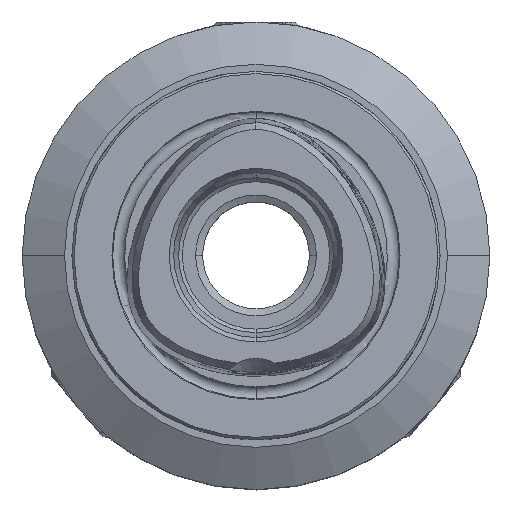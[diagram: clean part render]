
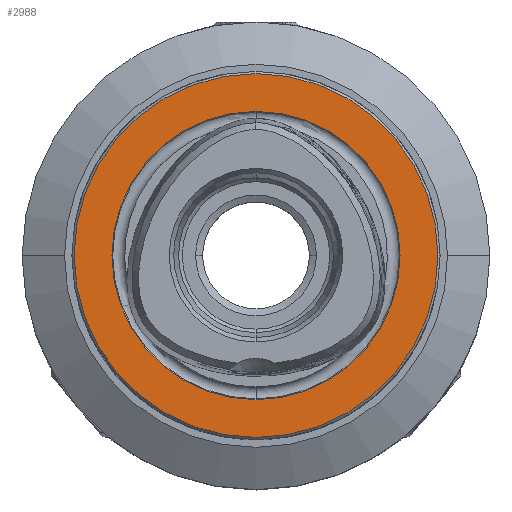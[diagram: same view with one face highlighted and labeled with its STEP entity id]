
A CAD part, top view. The second image highlights one B-rep face of the part: STEP entity #2988.
In plain terms, the highlighted planar face has unit normal (0, 0, 1).
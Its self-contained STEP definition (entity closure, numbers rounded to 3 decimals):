
#1208=VERTEX_POINT('NONE',#3411);
#1718=VERTEX_POINT('NONE',#3979);
#1998=VERTEX_POINT('NONE',#4287);
#2434=EDGE_CURVE('NONE',#1998,#1208,#4769,.F.);
#2458=EDGE_CURVE('NONE',#1718,#2824,#4795,.F.);
#2820=EDGE_CURVE('NONE',#1208,#1998,#5201,.F.);
#2824=VERTEX_POINT('NONE',#5205);
#2854=EDGE_CURVE('NONE',#2824,#1718,#5237,.T.);
#2988=ADVANCED_FACE('NONE',(#5390,#5391),#5392,.T.);
#3411=CARTESIAN_POINT('',(24.7,0.,0.));
#3979=CARTESIAN_POINT('',(0.,-19.564,0.));
#4287=CARTESIAN_POINT('',(-24.7,0.0,0.));
#4769=CIRCLE('',#10208,24.7);
#4795=CIRCLE('',#10307,19.564);
#5201=CIRCLE('',#14189,24.7);
#5205=CARTESIAN_POINT('',(0.,19.564,0.));
#5237=CIRCLE('',#14306,19.564);
#5390=FACE_OUTER_BOUND('',#15008,.T.);
#5391=FACE_BOUND('',#15009,.T.);
#5392=PLANE('',#15010);
#10208=AXIS2_PLACEMENT_3D('',#18718,#18719,#18720);
#10307=AXIS2_PLACEMENT_3D('',#18744,#18745,#18746);
#14189=AXIS2_PLACEMENT_3D('',#19201,#19202,#19203);
#14306=AXIS2_PLACEMENT_3D('',#19227,#19228,#19229);
#15008=EDGE_LOOP('',(#19433,#19434));
#15009=EDGE_LOOP('',(#19435,#19436));
#15010=AXIS2_PLACEMENT_3D('',#19437,#19438,#19439);
#18718=CARTESIAN_POINT('',(0.,0.0,0.0));
#18719=DIRECTION('',(0.,0.0,-1.0));
#18720=DIRECTION('',(-1.0,0.0,0.));
#18744=CARTESIAN_POINT('',(0.,0.,0.0));
#18745=DIRECTION('',(0.,0.,-1.0));
#18746=DIRECTION('',(0.,1.0,0.0));
#19201=CARTESIAN_POINT('',(0.,0.0,0.0));
#19202=DIRECTION('',(0.,0.0,-1.0));
#19203=DIRECTION('',(-1.0,0.0,0.));
#19227=CARTESIAN_POINT('',(0.,0.,0.0));
#19228=DIRECTION('',(0.,0.,1.0));
#19229=DIRECTION('',(0.,1.0,0.0));
#19433=ORIENTED_EDGE('',*,*,#2434,.T.);
#19434=ORIENTED_EDGE('',*,*,#2820,.T.);
#19435=ORIENTED_EDGE('',*,*,#2854,.F.);
#19436=ORIENTED_EDGE('',*,*,#2458,.F.);
#19437=CARTESIAN_POINT('',(0.0,0.0,0.0));
#19438=DIRECTION('',(0.,-0.0,1.0));
#19439=DIRECTION('',(0.0,1.0,0.0));
